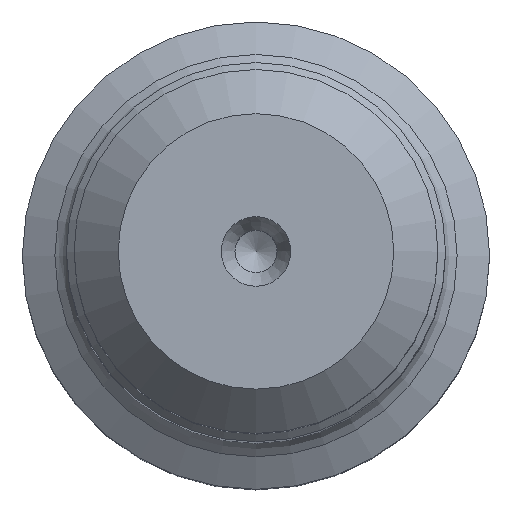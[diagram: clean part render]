
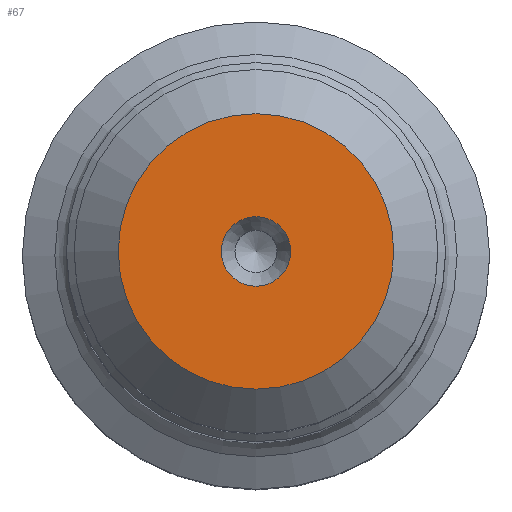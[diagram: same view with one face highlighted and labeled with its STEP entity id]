
A CAD part, top view. The second image highlights one B-rep face of the part: STEP entity #67.
In plain terms, the highlighted planar face has unit normal (0, 0, 1).
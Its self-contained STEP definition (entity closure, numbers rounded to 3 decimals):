
#46=PLANE('',#331);
#67=ADVANCED_FACE('',(#102,#103),#46,.F.);
#102=FACE_BOUND('',#142,.T.);
#103=FACE_BOUND('',#143,.T.);
#142=EDGE_LOOP('',(#182));
#143=EDGE_LOOP('',(#183));
#182=ORIENTED_EDGE('',*,*,#239,.T.);
#183=ORIENTED_EDGE('',*,*,#240,.T.);
#217=VERTEX_POINT('',#506);
#218=VERTEX_POINT('',#508);
#239=EDGE_CURVE('',#217,#217,#259,.T.);
#240=EDGE_CURVE('',#218,#218,#260,.T.);
#259=CIRCLE('',#329,1.65);
#260=CIRCLE('',#330,6.54);
#329=AXIS2_PLACEMENT_3D('',#505,#392,#393);
#330=AXIS2_PLACEMENT_3D('',#507,#394,#395);
#331=AXIS2_PLACEMENT_3D('',#509,#396,#397);
#392=DIRECTION('',(0.,0.,-1.));
#393=DIRECTION('',(-1.,0.,0.));
#394=DIRECTION('',(0.,0.,1.));
#395=DIRECTION('',(1.,0.,0.));
#396=DIRECTION('',(0.,0.,-1.));
#397=DIRECTION('',(-1.,0.,0.));
#505=CARTESIAN_POINT('',(0.,0.,0.));
#506=CARTESIAN_POINT('',(-1.65,0.,0.));
#507=CARTESIAN_POINT('',(0.,0.,0.));
#508=CARTESIAN_POINT('',(6.54,0.,0.));
#509=CARTESIAN_POINT('',(9.2,0.,0.));
